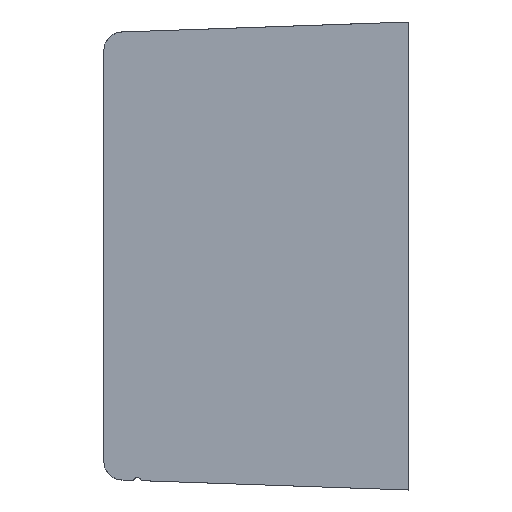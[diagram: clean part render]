
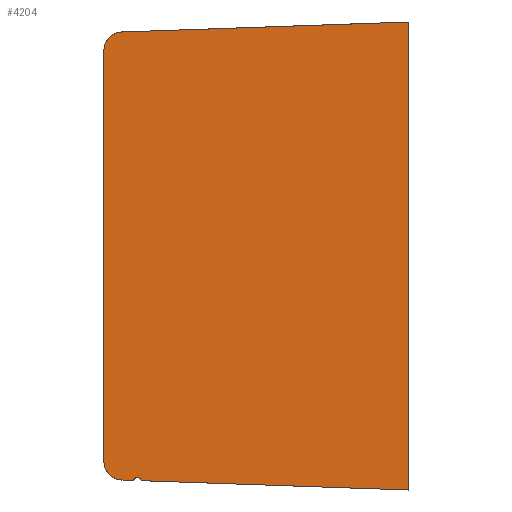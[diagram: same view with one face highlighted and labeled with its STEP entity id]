
A CAD part, left-side view. The second image highlights one B-rep face of the part: STEP entity #4204.
In plain terms, the highlighted planar face has unit normal (-1, 0, 0).
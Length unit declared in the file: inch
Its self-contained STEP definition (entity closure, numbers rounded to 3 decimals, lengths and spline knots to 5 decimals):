
#600 = ORIENTED_EDGE ( 'NONE', *, *, #13736, .T. ) ;
#679 = EDGE_CURVE ( 'NONE', #17422, #10739, #18853, .T. ) ;
#745 = CARTESIAN_POINT ( 'NONE',  ( -0.9935, 3.42043, -2.38056 ) ) ;
#1165 = CARTESIAN_POINT ( 'NONE',  ( -0.9935, 3.25, 2.5 ) ) ;
#1269 = PLANE ( 'NONE',  #20872 ) ;
#1574 = ORIENTED_EDGE ( 'NONE', *, *, #6286, .T. ) ;
#1862 = CARTESIAN_POINT ( 'NONE',  ( -0.9935, 0., -2.5 ) ) ;
#1897 = ORIENTED_EDGE ( 'NONE', *, *, #2574, .F. ) ;
#2574 = EDGE_CURVE ( 'NONE', #17422, #24500, #22725, .T. ) ;
#3303 = LINE ( 'NONE', #745, #15944 ) ;
#4059 = VERTEX_POINT ( 'NONE', #10938 ) ;
#4204 = ADVANCED_FACE ( 'NONE', ( #7111 ), #1269, .F. ) ;
#4918 = DIRECTION ( 'NONE',  ( 0., -0.999, -0.035 ) ) ;
#5373 = CARTESIAN_POINT ( 'NONE',  ( -0.9935, 3.05, -2.19337 ) ) ;
#5691 = AXIS2_PLACEMENT_3D ( 'NONE', #5373, #19722, #7466 ) ;
#5766 = EDGE_CURVE ( 'NONE', #21148, #19022, #3303, .T. ) ;
#6286 = EDGE_CURVE ( 'NONE', #10739, #21534, #16854, .T. ) ;
#6761 = CARTESIAN_POINT ( 'NONE',  ( -0.9935, 3.25, -2.19337 ) ) ;
#7111 = FACE_OUTER_BOUND ( 'NONE', #24188, .T. ) ;
#7124 = DIRECTION ( 'NONE',  ( 0., -0.999, 0.035 ) ) ;
#7171 = VECTOR ( 'NONE', #8216, 39.37008 ) ;
#7422 = CARTESIAN_POINT ( 'NONE',  ( -0.9935, 3.05698, -2.39325 ) ) ;
#7466 = DIRECTION ( 'NONE',  ( 0., 1., 0. ) ) ;
#8066 = VERTEX_POINT ( 'NONE', #7422 ) ;
#8192 = EDGE_CURVE ( 'NONE', #8066, #4059, #12685, .T. ) ;
#8216 = DIRECTION ( 'NONE',  ( 0., -0.999, -0.035 ) ) ;
#8456 = ORIENTED_EDGE ( 'NONE', *, *, #5766, .T. ) ;
#8855 = CARTESIAN_POINT ( 'NONE',  ( -0.9935, 3.24604, 2.38665 ) ) ;
#9323 = CARTESIAN_POINT ( 'NONE',  ( -0.9935, 2.89106, -2.41359 ) ) ;
#9478 = LINE ( 'NONE', #16615, #19706 ) ;
#9494 = ORIENTED_EDGE ( 'NONE', *, *, #8192, .T. ) ;
#9515 = CARTESIAN_POINT ( 'NONE',  ( -0.9935, 0., 2.5 ) ) ;
#10739 = VERTEX_POINT ( 'NONE', #14930 ) ;
#10938 = CARTESIAN_POINT ( 'NONE',  ( -0.9935, 2.93311, -2.39757 ) ) ;
#11412 = VECTOR ( 'NONE', #17667, 39.37008 ) ;
#11432 = DIRECTION ( 'NONE',  ( 0., -1., 0. ) ) ;
#11685 = DIRECTION ( 'NONE',  ( 1., 0., 0. ) ) ;
#12685 = LINE ( 'NONE', #14353, #7171 ) ;
#13231 = ORIENTED_EDGE ( 'NONE', *, *, #16499, .F. ) ;
#13736 = EDGE_CURVE ( 'NONE', #21534, #8066, #15520, .T. ) ;
#14067 = ORIENTED_EDGE ( 'NONE', *, *, #20992, .F. ) ;
#14353 = CARTESIAN_POINT ( 'NONE',  ( -0.9935, 3.42043, -2.38056 ) ) ;
#14528 = AXIS2_PLACEMENT_3D ( 'NONE', #18046, #17883, #17744 ) ;
#14644 = AXIS2_PLACEMENT_3D ( 'NONE', #9323, #23465, #11432 ) ;
#14930 = CARTESIAN_POINT ( 'NONE',  ( -0.9935, 3.25, 2.19337 ) ) ;
#15520 = CIRCLE ( 'NONE', #5691, 0.2 ) ;
#15622 = CIRCLE ( 'NONE', #14644, 0.045 ) ;
#15944 = VECTOR ( 'NONE', #4918, 39.37008 ) ;
#16499 = EDGE_CURVE ( 'NONE', #24500, #19022, #9478, .T. ) ;
#16615 = CARTESIAN_POINT ( 'NONE',  ( -0.9935, 0., 2.5 ) ) ;
#16854 = LINE ( 'NONE', #1165, #11412 ) ;
#17422 = VERTEX_POINT ( 'NONE', #20337 ) ;
#17667 = DIRECTION ( 'NONE',  ( 0., 0., -1. ) ) ;
#17744 = DIRECTION ( 'NONE',  ( 0., 1., 0. ) ) ;
#17883 = DIRECTION ( 'NONE',  ( -1., 0., 0. ) ) ;
#18036 = CARTESIAN_POINT ( 'NONE',  ( -0.9935, 2.84799, -2.40055 ) ) ;
#18046 = CARTESIAN_POINT ( 'NONE',  ( -0.9935, 3.05, 2.19337 ) ) ;
#18853 = CIRCLE ( 'NONE', #14528, 0.2 ) ;
#19022 = VERTEX_POINT ( 'NONE', #1862 ) ;
#19706 = VECTOR ( 'NONE', #20643, 39.37008 ) ;
#19722 = DIRECTION ( 'NONE',  ( -1., 0., 0. ) ) ;
#20337 = CARTESIAN_POINT ( 'NONE',  ( -0.9935, 3.05698, 2.39325 ) ) ;
#20643 = DIRECTION ( 'NONE',  ( 0., 0., -1. ) ) ;
#20872 = AXIS2_PLACEMENT_3D ( 'NONE', #23708, #11685, #25693 ) ;
#20992 = EDGE_CURVE ( 'NONE', #21148, #4059, #15622, .T. ) ;
#21148 = VERTEX_POINT ( 'NONE', #18036 ) ;
#21534 = VERTEX_POINT ( 'NONE', #6761 ) ;
#22442 = VECTOR ( 'NONE', #7124, 39.37008 ) ;
#22725 = LINE ( 'NONE', #8855, #22442 ) ;
#23357 = ORIENTED_EDGE ( 'NONE', *, *, #679, .T. ) ;
#23465 = DIRECTION ( 'NONE',  ( -1., 0., 0. ) ) ;
#23708 = CARTESIAN_POINT ( 'NONE',  ( -0.9935, 3.25, 2.5 ) ) ;
#24188 = EDGE_LOOP ( 'NONE', ( #8456, #13231, #1897, #23357, #1574, #600, #9494, #14067 ) ) ;
#24500 = VERTEX_POINT ( 'NONE', #9515 ) ;
#25693 = DIRECTION ( 'NONE',  ( 0., 1., 0. ) ) ;
